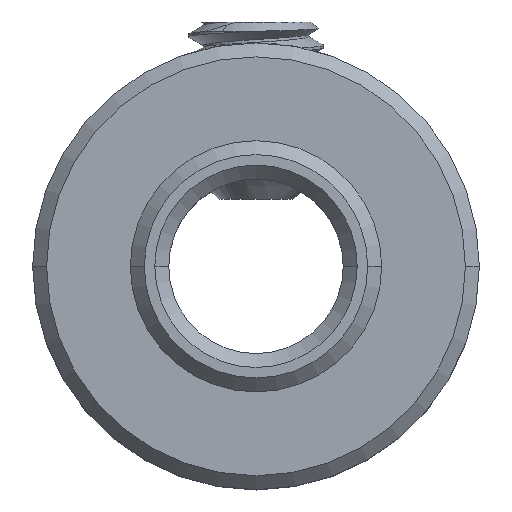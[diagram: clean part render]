
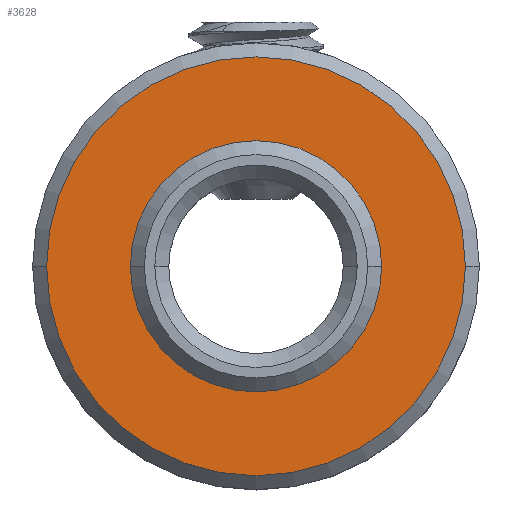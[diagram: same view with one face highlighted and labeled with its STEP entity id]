
A CAD part, top view. The second image highlights one B-rep face of the part: STEP entity #3628.
In plain terms, the highlighted planar face has unit normal (0, 0, 1).
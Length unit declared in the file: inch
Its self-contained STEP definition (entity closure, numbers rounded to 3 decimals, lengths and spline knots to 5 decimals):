
#4 = ORIENTED_EDGE ( 'NONE', *, *, #3020, .T. ) ;
#103 = VERTEX_POINT ( 'NONE', #2262 ) ;
#144 = DIRECTION ( 'NONE',  ( 0., 0., -1. ) ) ;
#159 = CARTESIAN_POINT ( 'NONE',  ( 0., 0., 0.29528 ) ) ;
#279 = CARTESIAN_POINT ( 'NONE',  ( 0., 0., 0.29528 ) ) ;
#333 = DIRECTION ( 'NONE',  ( 1., 0., 0. ) ) ;
#359 = AXIS2_PLACEMENT_3D ( 'NONE', #1598, #2437, #1322 ) ;
#392 = EDGE_LOOP ( 'NONE', ( #4, #2953 ) ) ;
#426 = CARTESIAN_POINT ( 'NONE',  ( 0., 0., 0.29528 ) ) ;
#477 = AXIS2_PLACEMENT_3D ( 'NONE', #159, #2209, #2245 ) ;
#663 = CIRCLE ( 'NONE', #2762, 0.17717 ) ;
#703 = CARTESIAN_POINT ( 'NONE',  ( 0., 0., 0.29528 ) ) ;
#833 = DIRECTION ( 'NONE',  ( 0., 0., 1. ) ) ;
#870 = ORIENTED_EDGE ( 'NONE', *, *, #2967, .T. ) ;
#969 = VERTEX_POINT ( 'NONE', #2197 ) ;
#1300 = ORIENTED_EDGE ( 'NONE', *, *, #1974, .T. ) ;
#1320 = FACE_OUTER_BOUND ( 'NONE', #3322, .T. ) ;
#1322 = DIRECTION ( 'NONE',  ( 1., 0., 0. ) ) ;
#1397 = VERTEX_POINT ( 'NONE', #3594 ) ;
#1527 = EDGE_CURVE ( 'NONE', #103, #1397, #2152, .T. ) ;
#1598 = CARTESIAN_POINT ( 'NONE',  ( 0., 0., 0.29528 ) ) ;
#1801 = DIRECTION ( 'NONE',  ( 0., 0., -1. ) ) ;
#1856 = DIRECTION ( 'NONE',  ( 1., 0., 0. ) ) ;
#1974 = EDGE_CURVE ( 'NONE', #2359, #969, #3586, .T. ) ;
#2152 = CIRCLE ( 'NONE', #3524, 0.17717 ) ;
#2197 = CARTESIAN_POINT ( 'NONE',  ( -0.29528, 0., 0.29528 ) ) ;
#2209 = DIRECTION ( 'NONE',  ( 0., 0., 1. ) ) ;
#2245 = DIRECTION ( 'NONE',  ( 1., 0., 0. ) ) ;
#2262 = CARTESIAN_POINT ( 'NONE',  ( 0.17717, 0., 0.29528 ) ) ;
#2359 = VERTEX_POINT ( 'NONE', #3246 ) ;
#2437 = DIRECTION ( 'NONE',  ( 0., 0., 1. ) ) ;
#2762 = AXIS2_PLACEMENT_3D ( 'NONE', #279, #1801, #333 ) ;
#2953 = ORIENTED_EDGE ( 'NONE', *, *, #1527, .T. ) ;
#2967 = EDGE_CURVE ( 'NONE', #969, #2359, #3357, .T. ) ;
#3020 = EDGE_CURVE ( 'NONE', #1397, #103, #663, .T. ) ;
#3184 = AXIS2_PLACEMENT_3D ( 'NONE', #426, #833, #3705 ) ;
#3246 = CARTESIAN_POINT ( 'NONE',  ( 0.29528, 0., 0.29528 ) ) ;
#3317 = FACE_BOUND ( 'NONE', #392, .T. ) ;
#3322 = EDGE_LOOP ( 'NONE', ( #870, #1300 ) ) ;
#3331 = PLANE ( 'NONE',  #477 ) ;
#3357 = CIRCLE ( 'NONE', #3184, 0.29528 ) ;
#3524 = AXIS2_PLACEMENT_3D ( 'NONE', #703, #144, #1856 ) ;
#3586 = CIRCLE ( 'NONE', #359, 0.29528 ) ;
#3594 = CARTESIAN_POINT ( 'NONE',  ( -0.17717, 0., 0.29528 ) ) ;
#3628 = ADVANCED_FACE ( 'NONE', ( #3317, #1320 ), #3331, .T. ) ;
#3705 = DIRECTION ( 'NONE',  ( 1., 0., 0. ) ) ;
